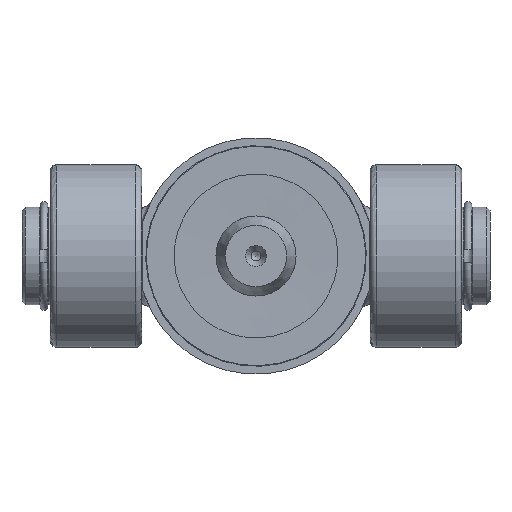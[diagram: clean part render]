
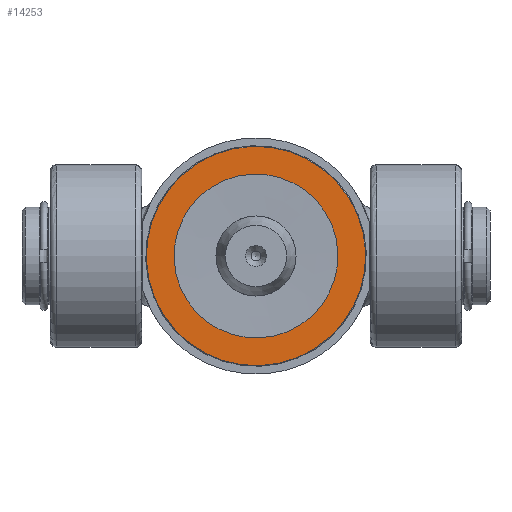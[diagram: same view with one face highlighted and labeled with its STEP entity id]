
A CAD part, front view. The second image highlights one B-rep face of the part: STEP entity #14253.
In plain terms, the highlighted face is planar.
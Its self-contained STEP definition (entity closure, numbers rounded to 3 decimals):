
#3255=PLANE('',#15336);
#3451=FACE_BOUND('',#5171,.T.);
#4251=FACE_OUTER_BOUND('',#5170,.T.);
#5170=EDGE_LOOP('',(#13292));
#5171=EDGE_LOOP('',(#13293));
#5557=CIRCLE('',#15335,34.8);
#5558=CIRCLE('',#15337,26.);
#6986=VERTEX_POINT('',#31076);
#6987=VERTEX_POINT('',#31079);
#9090=EDGE_CURVE('',#6986,#6986,#5557,.T.);
#9091=EDGE_CURVE('',#6987,#6987,#5558,.T.);
#13292=ORIENTED_EDGE('',*,*,#9090,.F.);
#13293=ORIENTED_EDGE('',*,*,#9091,.T.);
#14253=ADVANCED_FACE('',(#4251,#3451),#3255,.F.);
#15335=AXIS2_PLACEMENT_3D('',#31077,#18229,#18230);
#15336=AXIS2_PLACEMENT_3D('',#31078,#18231,#18232);
#15337=AXIS2_PLACEMENT_3D('',#31080,#18233,#18234);
#18229=DIRECTION('center_axis',(0.,0.,1.));
#18230=DIRECTION('ref_axis',(-1.,0.,0.));
#18231=DIRECTION('center_axis',(0.,0.,1.));
#18232=DIRECTION('ref_axis',(1.,0.,0.));
#18233=DIRECTION('center_axis',(0.,0.,1.));
#18234=DIRECTION('ref_axis',(0.,-1.,0.));
#31076=CARTESIAN_POINT('',(34.8,0.,0.));
#31077=CARTESIAN_POINT('Origin',(0.,0.,0.));
#31078=CARTESIAN_POINT('Origin',(0.,0.,
0.));
#31079=CARTESIAN_POINT('',(0.,-26.,0.));
#31080=CARTESIAN_POINT('Origin',(0.,0.,0.));
